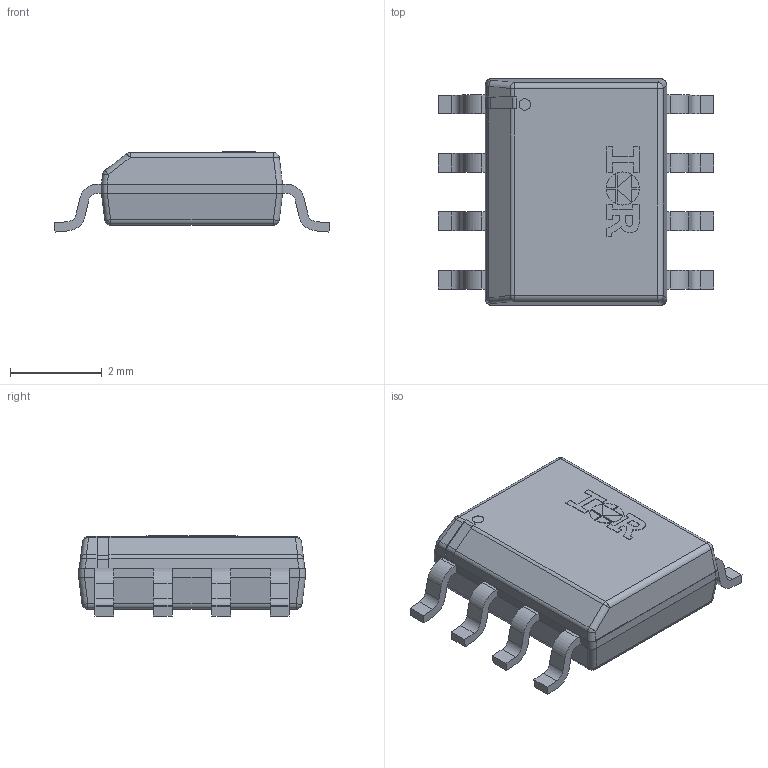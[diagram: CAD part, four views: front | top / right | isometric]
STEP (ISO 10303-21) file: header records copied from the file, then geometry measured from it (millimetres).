
FILE_DESCRIPTION(/* description */ (''),/* implementation_level */ '2;1');
FILE_NAME(/* name */ 'PG-DSO-8-919_Z8B00223752_V03_3D.stp',/* time_stamp */ '2025-02-14T16:29:30+05:30',/* author */ ('sivamani'),/* organization */ (''),/* preprocessor_version */ 'ST-DEVELOPER v19.2',/* originating_system */ 'AutoCAD Mechanical',/* authorisation */ '');
FILE_SCHEMA (('AUTOMOTIVE_DESIGN { 1 0 10303 214 3 1 1 }'));
Length unit declared in the file: millimetre
Products named in the file (1): Product
Bounding box: 5.99 x 4.93 x 1.74 mm (x, y, z)
Volume: 30 mm3; surface area: 156.1 mm2
Topology: 18 solids, 18 shells, 256 faces, 625 edges, 406 vertices
Faces by surface type: plane 167, cylinder 79, sphere 10
Entity records: 7506 total; most frequent: DIRECTION 1297, CARTESIAN_POINT 1288, ORIENTED_EDGE 1250, EDGE_CURVE 625, LINE 467, VECTOR 467, AXIS2_PLACEMENT_3D 415, VERTEX_POINT 406
